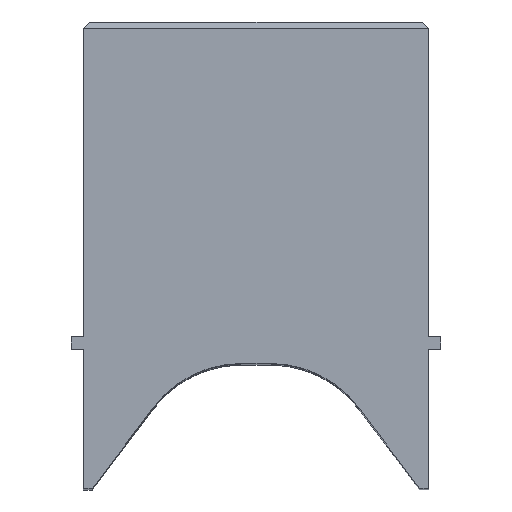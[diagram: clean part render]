
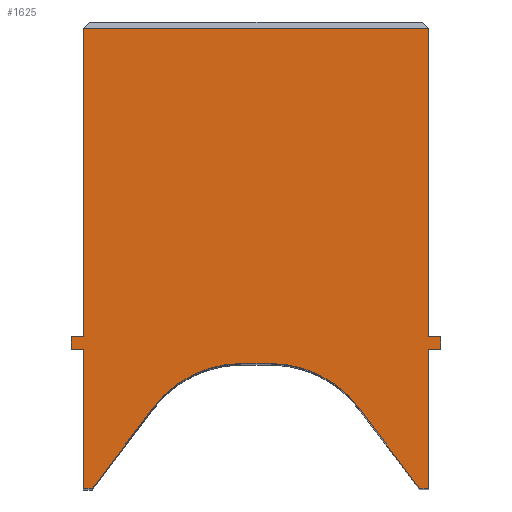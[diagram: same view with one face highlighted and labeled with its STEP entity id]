
A CAD part, top view. The second image highlights one B-rep face of the part: STEP entity #1625.
In plain terms, the highlighted planar face has unit normal (0, 0, 1).
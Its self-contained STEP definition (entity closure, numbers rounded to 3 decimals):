
#105=PLANE('',#1761);
#191=FACE_OUTER_BOUND('',#292,.T.);
#292=EDGE_LOOP('',(#1512,#1513,#1514,#1515,#1516,#1517,#1518,#1519,#1520,
#1521,#1522,#1523,#1524,#1525,#1526,#1527,#1528,#1529));
#294=CIRCLE('',#1644,18.);
#295=CIRCLE('',#1655,18.);
#337=LINE('',#2236,#526);
#348=LINE('',#2277,#537);
#382=LINE('',#2347,#571);
#416=LINE('',#2430,#605);
#482=LINE('',#2583,#671);
#485=LINE('',#2589,#674);
#487=LINE('',#2592,#676);
#489=LINE('',#2597,#678);
#492=LINE('',#2602,#681);
#494=LINE('',#2606,#683);
#496=LINE('',#2610,#685);
#497=LINE('',#2611,#686);
#498=LINE('',#2613,#687);
#500=LINE('',#2617,#689);
#516=LINE('',#2654,#705);
#517=LINE('',#2655,#706);
#526=VECTOR('',#1796,10.);
#537=VECTOR('',#1831,10.);
#571=VECTOR('',#1889,10.);
#605=VECTOR('',#1959,10.);
#671=VECTOR('',#2111,10.);
#674=VECTOR('',#2116,10.);
#676=VECTOR('',#2120,10.);
#678=VECTOR('',#2124,10.);
#681=VECTOR('',#2129,10.);
#683=VECTOR('',#2133,10.);
#685=VECTOR('',#2137,10.);
#686=VECTOR('',#2138,10.);
#687=VECTOR('',#2141,10.);
#689=VECTOR('',#2145,10.);
#705=VECTOR('',#2193,10.);
#706=VECTOR('',#2194,10.);
#713=VERTEX_POINT('',#2210);
#714=VERTEX_POINT('',#2212);
#724=VERTEX_POINT('',#2234);
#729=VERTEX_POINT('',#2245);
#742=VERTEX_POINT('',#2275);
#763=VERTEX_POINT('',#2335);
#766=VERTEX_POINT('',#2343);
#797=VERTEX_POINT('',#2429);
#840=VERTEX_POINT('',#2580);
#841=VERTEX_POINT('',#2582);
#842=VERTEX_POINT('',#2586);
#843=VERTEX_POINT('',#2588);
#844=VERTEX_POINT('',#2594);
#845=VERTEX_POINT('',#2596);
#846=VERTEX_POINT('',#2600);
#847=VERTEX_POINT('',#2604);
#848=VERTEX_POINT('',#2608);
#849=VERTEX_POINT('',#2615);
#861=EDGE_CURVE('',#713,#714,#294,.T.);
#873=EDGE_CURVE('',#713,#724,#337,.F.);
#878=EDGE_CURVE('',#729,#724,#295,.T.);
#894=EDGE_CURVE('',#729,#742,#348,.T.);
#928=EDGE_CURVE('',#766,#763,#382,.T.);
#970=EDGE_CURVE('',#797,#714,#416,.T.);
#1044=EDGE_CURVE('',#841,#840,#482,.T.);
#1047=EDGE_CURVE('',#843,#842,#485,.T.);
#1049=EDGE_CURVE('',#842,#841,#487,.T.);
#1051=EDGE_CURVE('',#844,#845,#489,.T.);
#1054=EDGE_CURVE('',#846,#844,#492,.T.);
#1056=EDGE_CURVE('',#847,#846,#494,.T.);
#1058=EDGE_CURVE('',#840,#848,#496,.T.);
#1059=EDGE_CURVE('',#766,#843,#497,.T.);
#1060=EDGE_CURVE('',#848,#797,#498,.T.);
#1062=EDGE_CURVE('',#742,#849,#500,.T.);
#1078=EDGE_CURVE('',#847,#763,#516,.T.);
#1079=EDGE_CURVE('',#849,#845,#517,.T.);
#1512=ORIENTED_EDGE('',*,*,#928,.F.);
#1513=ORIENTED_EDGE('',*,*,#1059,.T.);
#1514=ORIENTED_EDGE('',*,*,#1047,.T.);
#1515=ORIENTED_EDGE('',*,*,#1049,.T.);
#1516=ORIENTED_EDGE('',*,*,#1044,.T.);
#1517=ORIENTED_EDGE('',*,*,#1058,.T.);
#1518=ORIENTED_EDGE('',*,*,#1060,.T.);
#1519=ORIENTED_EDGE('',*,*,#970,.T.);
#1520=ORIENTED_EDGE('',*,*,#861,.F.);
#1521=ORIENTED_EDGE('',*,*,#873,.T.);
#1522=ORIENTED_EDGE('',*,*,#878,.F.);
#1523=ORIENTED_EDGE('',*,*,#894,.T.);
#1524=ORIENTED_EDGE('',*,*,#1062,.T.);
#1525=ORIENTED_EDGE('',*,*,#1079,.T.);
#1526=ORIENTED_EDGE('',*,*,#1051,.F.);
#1527=ORIENTED_EDGE('',*,*,#1054,.F.);
#1528=ORIENTED_EDGE('',*,*,#1056,.F.);
#1529=ORIENTED_EDGE('',*,*,#1078,.T.);
#1625=ADVANCED_FACE('',(#191),#105,.T.);
#1644=AXIS2_PLACEMENT_3D('',#2213,#1775,#1776);
#1655=AXIS2_PLACEMENT_3D('',#2247,#1805,#1806);
#1761=AXIS2_PLACEMENT_3D('',#2656,#2195,#2196);
#1775=DIRECTION('center_axis',(0.,0.,1.));
#1776=DIRECTION('ref_axis',(-0.446,0.895,0.));
#1796=DIRECTION('',(-1.,0.,0.));
#1805=DIRECTION('center_axis',(0.,0.,1.));
#1806=DIRECTION('ref_axis',(0.446,0.895,0.));
#1831=DIRECTION('',(0.601,-0.799,0.));
#1889=DIRECTION('',(1.,0.,0.));
#1959=DIRECTION('',(0.601,0.799,0.));
#2111=DIRECTION('',(1.,0.,0.));
#2116=DIRECTION('',(-1.,0.,0.));
#2120=DIRECTION('',(0.,-1.,0.));
#2124=DIRECTION('',(-1.,0.,0.));
#2129=DIRECTION('',(0.,-1.,0.));
#2133=DIRECTION('',(1.,0.,0.));
#2137=DIRECTION('',(0.,-1.,0.));
#2138=DIRECTION('',(0.,-1.,0.));
#2141=DIRECTION('',(1.,0.,0.));
#2145=DIRECTION('',(1.,0.,0.));
#2193=DIRECTION('',(0.,1.,0.));
#2194=DIRECTION('',(0.,1.,0.));
#2195=DIRECTION('center_axis',(0.,0.,1.));
#2196=DIRECTION('ref_axis',(1.,0.,0.));
#2210=CARTESIAN_POINT('',(22.696,-2.421,150.));
#2212=CARTESIAN_POINT('',(8.313,-9.597,150.));
#2213=CARTESIAN_POINT('Origin',(22.696,-20.421,150.));
#2234=CARTESIAN_POINT('',(27.304,-2.421,150.));
#2236=CARTESIAN_POINT('',(19.139,-2.421,150.));
#2245=CARTESIAN_POINT('',(41.687,-9.597,150.));
#2247=CARTESIAN_POINT('Origin',(27.304,-20.421,150.));
#2275=CARTESIAN_POINT('',(51.543,-22.694,150.));
#2277=CARTESIAN_POINT('',(51.543,-22.694,150.));
#2335=CARTESIAN_POINT('',(53.,52.,150.));
#2343=CARTESIAN_POINT('',(-3.,52.,150.));
#2347=CARTESIAN_POINT('',(39.,52.,150.));
#2429=CARTESIAN_POINT('',(-1.543,-22.694,150.));
#2430=CARTESIAN_POINT('',(-1.543,-22.694,150.));
#2580=CARTESIAN_POINT('',(-3.,-0.1,150.));
#2582=CARTESIAN_POINT('',(-5.,-0.1,150.));
#2583=CARTESIAN_POINT('',(-5.,-0.1,150.));
#2586=CARTESIAN_POINT('',(-5.,1.9,150.));
#2588=CARTESIAN_POINT('',(-3.,1.9,150.));
#2589=CARTESIAN_POINT('',(-3.,1.9,150.));
#2592=CARTESIAN_POINT('',(-5.,1.9,150.));
#2594=CARTESIAN_POINT('',(55.,-0.1,150.));
#2596=CARTESIAN_POINT('',(53.,-0.1,150.));
#2597=CARTESIAN_POINT('',(55.,-0.1,150.));
#2600=CARTESIAN_POINT('',(55.,1.9,150.));
#2602=CARTESIAN_POINT('',(55.,1.9,150.));
#2604=CARTESIAN_POINT('',(53.,1.9,150.));
#2606=CARTESIAN_POINT('',(53.,1.9,150.));
#2608=CARTESIAN_POINT('',(-3.,-22.694,150.));
#2610=CARTESIAN_POINT('',(-3.,53.,150.));
#2611=CARTESIAN_POINT('',(-3.,53.,150.));
#2613=CARTESIAN_POINT('',(-3.,-22.694,150.));
#2615=CARTESIAN_POINT('',(53.,-22.694,150.));
#2617=CARTESIAN_POINT('',(53.,-22.694,150.));
#2654=CARTESIAN_POINT('',(53.,-2.,150.));
#2655=CARTESIAN_POINT('',(53.,-2.,150.));
#2656=CARTESIAN_POINT('Origin',(25.,15.153,150.));
